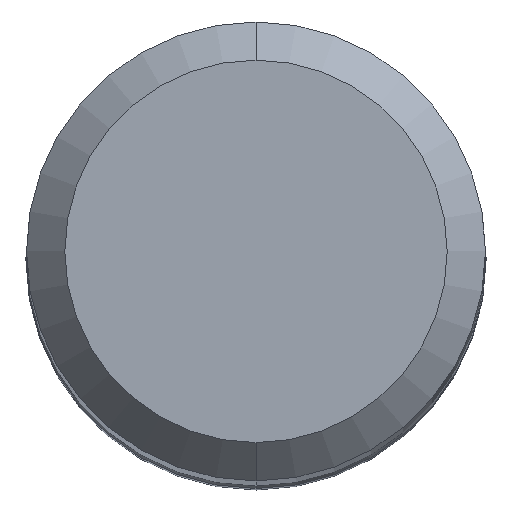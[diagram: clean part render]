
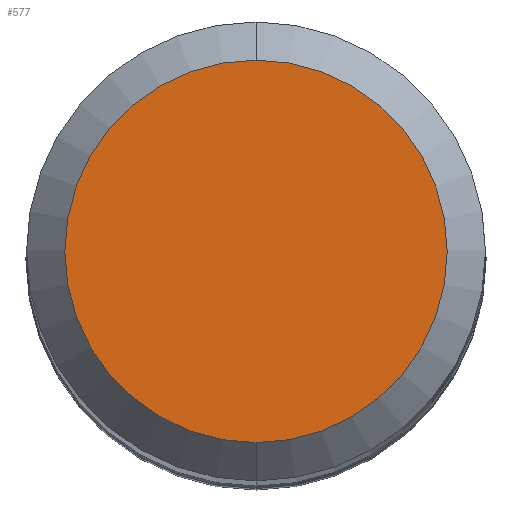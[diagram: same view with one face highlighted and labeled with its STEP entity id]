
A CAD part, top view. The second image highlights one B-rep face of the part: STEP entity #577.
In plain terms, the highlighted planar face has unit normal (0, 0, 1).
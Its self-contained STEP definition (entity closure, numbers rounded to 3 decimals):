
#264=CARTESIAN_POINT('',(0.,0.,36.));
#265=DIRECTION('',(0.,0.,1.));
#266=DIRECTION('',(0.,1.,0.));
#267=AXIS2_PLACEMENT_3D('',#264,#265,#266);
#272=CARTESIAN_POINT('',(0.,0.,36.));
#273=DIRECTION('',(0.,0.,-1.));
#274=DIRECTION('',(0.,1.,0.));
#275=AXIS2_PLACEMENT_3D('',#272,#273,#274);
#281=CARTESIAN_POINT('',(0.,2.5,36.));
#283=VERTEX_POINT('',#281);
#285=CARTESIAN_POINT('',(0.,-2.5,36.));
#287=VERTEX_POINT('',#285);
#568=CARTESIAN_POINT('',(0.,0.,36.));
#569=DIRECTION('',(0.,0.,-1.));
#570=DIRECTION('',(0.,-1.,0.));
#571=AXIS2_PLACEMENT_3D('',#568,#569,#570);
#572=PLANE('',#571);
#573=ORIENTED_EDGE('',*,*,#561,.F.);
#574=ORIENTED_EDGE('',*,*,#550,.T.);
#575=EDGE_LOOP('',(#573,#574));
#576=FACE_OUTER_BOUND('',#575,.F.);
#268=CIRCLE('',#267,2.5);
#276=CIRCLE('',#275,2.5);
#550=EDGE_CURVE('',#283,#287,#276,.T.);
#561=EDGE_CURVE('',#283,#287,#268,.T.);
#577=ADVANCED_FACE('',(#576),#572,.F.);
